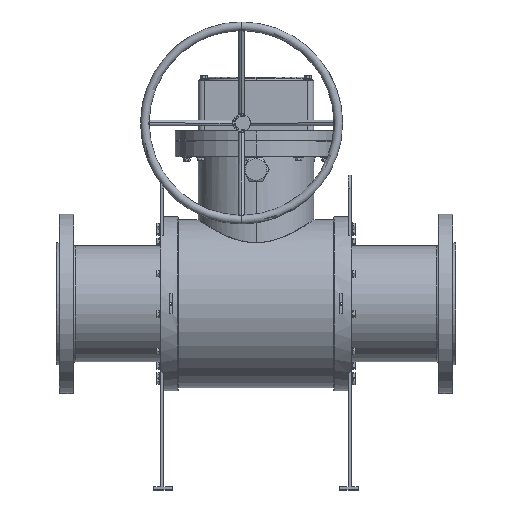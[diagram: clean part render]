
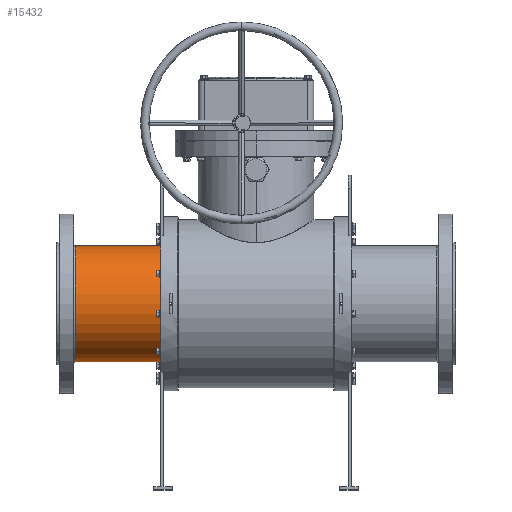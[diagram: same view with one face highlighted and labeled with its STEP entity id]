
A CAD part, top view. The second image highlights one B-rep face of the part: STEP entity #15432.
In plain terms, the highlighted cylindrical face has radius 201 mm (diameter 402 mm), a partial arc.
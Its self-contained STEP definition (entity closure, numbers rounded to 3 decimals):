
#1052 = CARTESIAN_POINT ( 'NONE',  ( -627., 0., 0. ) ) ;
#1184 = DIRECTION ( 'NONE',  ( -1., 0., 0. ) ) ;
#1306 = CARTESIAN_POINT ( 'NONE',  ( -692., 201., 0. ) ) ;
#1447 = LINE ( 'NONE', #1306, #18946 ) ;
#1681 = VERTEX_POINT ( 'NONE', #5401 ) ;
#2316 = CARTESIAN_POINT ( 'NONE',  ( -627., 201., 0. ) ) ;
#3354 = CIRCLE ( 'NONE', #5186, 201. ) ;
#3877 = CARTESIAN_POINT ( 'NONE',  ( -330., 201., 0. ) ) ;
#5186 = AXIS2_PLACEMENT_3D ( 'NONE', #1052, #26661, #15838 ) ;
#5401 = CARTESIAN_POINT ( 'NONE',  ( -627., -201., 0. ) ) ;
#5550 = DIRECTION ( 'NONE',  ( -1., 0., 0. ) ) ;
#6572 = ORIENTED_EDGE ( 'NONE', *, *, #11853, .F. ) ;
#7483 = CARTESIAN_POINT ( 'NONE',  ( -330., -201., 0. ) ) ;
#7575 = AXIS2_PLACEMENT_3D ( 'NONE', #20584, #5550, #14495 ) ;
#7753 = ORIENTED_EDGE ( 'NONE', *, *, #11145, .T. ) ;
#7816 = FACE_OUTER_BOUND ( 'NONE', #19472, .T. ) ;
#8536 = AXIS2_PLACEMENT_3D ( 'NONE', #10701, #1184, #24934 ) ;
#9321 = EDGE_CURVE ( 'NONE', #20799, #15643, #21653, .T. ) ;
#9681 = ORIENTED_EDGE ( 'NONE', *, *, #9321, .T. ) ;
#10701 = CARTESIAN_POINT ( 'NONE',  ( -330., 0., 0. ) ) ;
#11145 = EDGE_CURVE ( 'NONE', #26846, #1681, #3354, .T. ) ;
#11853 = EDGE_CURVE ( 'NONE', #20799, #1681, #18517, .T. ) ;
#12920 = VECTOR ( 'NONE', #13691, 1000. ) ;
#13691 = DIRECTION ( 'NONE',  ( -1., 0., 0. ) ) ;
#14495 = DIRECTION ( 'NONE',  ( 0., -1., 0. ) ) ;
#15432 = ADVANCED_FACE ( 'NONE', ( #7816 ), #19044, .T. ) ;
#15493 = EDGE_CURVE ( 'NONE', #15643, #26846, #1447, .T. ) ;
#15643 = VERTEX_POINT ( 'NONE', #3877 ) ;
#15838 = DIRECTION ( 'NONE',  ( 0., -1., 0. ) ) ;
#16354 = DIRECTION ( 'NONE',  ( -1., 0., 0. ) ) ;
#18517 = LINE ( 'NONE', #24543, #12920 ) ;
#18946 = VECTOR ( 'NONE', #16354, 1000. ) ;
#19044 = CYLINDRICAL_SURFACE ( 'NONE', #7575, 201. ) ;
#19472 = EDGE_LOOP ( 'NONE', ( #9681, #21498, #7753, #6572 ) ) ;
#20584 = CARTESIAN_POINT ( 'NONE',  ( -692., 0., 0. ) ) ;
#20799 = VERTEX_POINT ( 'NONE', #7483 ) ;
#21498 = ORIENTED_EDGE ( 'NONE', *, *, #15493, .T. ) ;
#21653 = CIRCLE ( 'NONE', #8536, 201. ) ;
#24543 = CARTESIAN_POINT ( 'NONE',  ( -692., -201., 0. ) ) ;
#24934 = DIRECTION ( 'NONE',  ( 0., 0., 1. ) ) ;
#26661 = DIRECTION ( 'NONE',  ( 1., 0., 0. ) ) ;
#26846 = VERTEX_POINT ( 'NONE', #2316 ) ;
